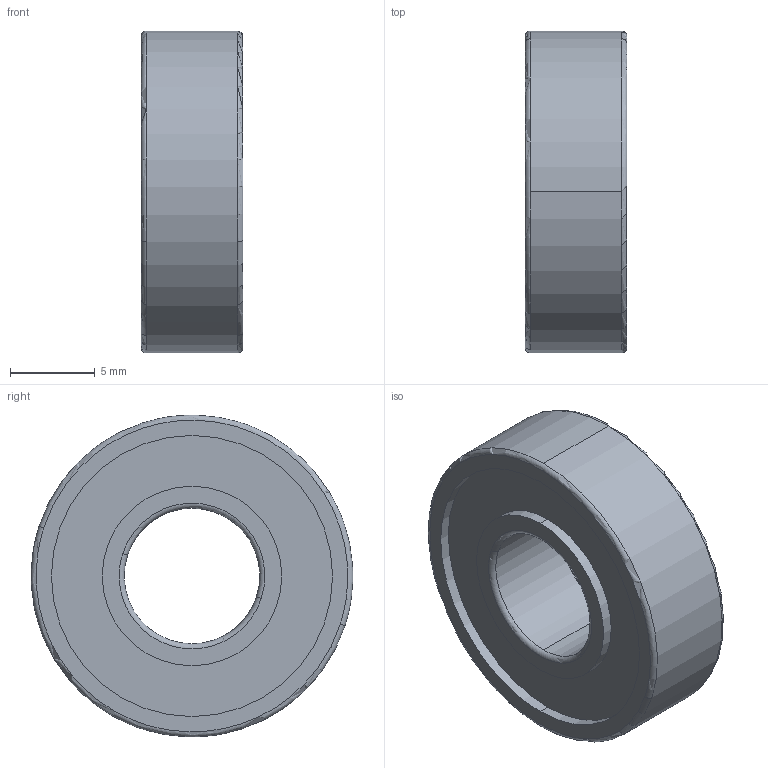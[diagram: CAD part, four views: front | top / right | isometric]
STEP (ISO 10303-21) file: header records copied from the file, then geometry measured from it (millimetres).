
FILE_DESCRIPTION (( 'STEP AP214' ), '1' );
FILE_NAME ('AHTFW18_T5200_8_3.STEP', '2024-10-09T10:45:49', ( '' ), ( '' ), 'SwSTEP 2.0', 'SolidWorks 2024', '' );
FILE_SCHEMA (( 'AUTOMOTIVE_DESIGN' ));
Length unit declared in the file: millimetre
Products named in the file (1): AHTFW18_T5200_8_3
Bounding box: 6 x 18.99 x 19 mm (x, y, z)
Volume: 1232.2 mm3; surface area: 1063 mm2
Topology: 1 solids, 1 shells, 26 faces, 60 edges, 40 vertices
Faces by surface type: cylinder 12, torus 8, plane 6
Entity records: 883 total; most frequent: CARTESIAN_POINT 229, DIRECTION 150, ORIENTED_EDGE 120, AXIS2_PLACEMENT_3D 69, EDGE_CURVE 60, CIRCLE 42, VERTEX_POINT 40, EDGE_LOOP 32
